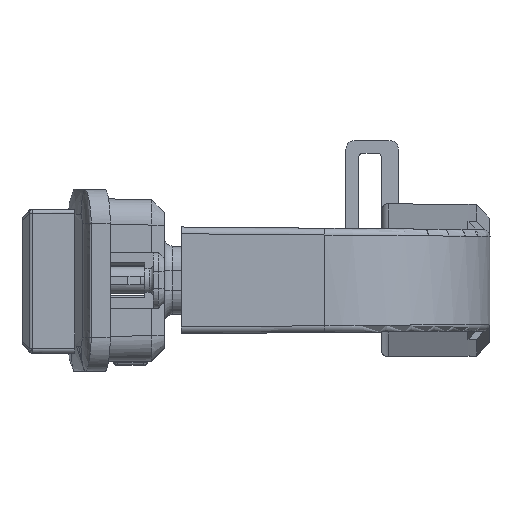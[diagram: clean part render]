
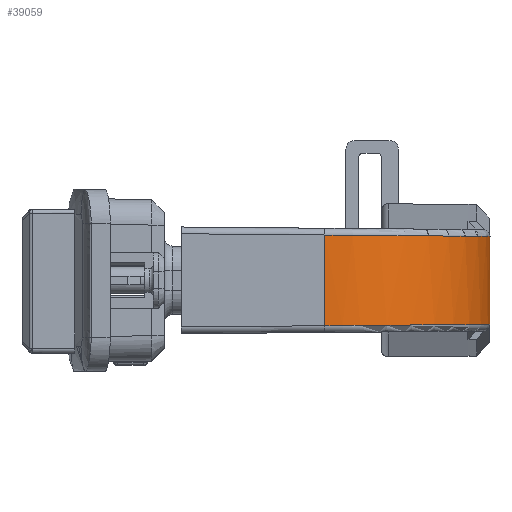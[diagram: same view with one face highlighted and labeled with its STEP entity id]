
A CAD part, left-side view. The second image highlights one B-rep face of the part: STEP entity #39059.
In plain terms, the highlighted cylindrical face has radius 19.5 mm (diameter 39 mm), a partial arc.
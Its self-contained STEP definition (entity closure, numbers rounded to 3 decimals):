
#27694=CARTESIAN_POINT('',(15.5,-43.43,
-5.189));
#27695=CARTESIAN_POINT('',(14.366,-43.43,
-5.189));
#27696=CARTESIAN_POINT('',(12.097,-43.232,
-5.191));
#27697=CARTESIAN_POINT('',(8.797,-42.347,
-5.198));
#27698=CARTESIAN_POINT('',(5.701,-40.904,
-5.21));
#27699=CARTESIAN_POINT('',(2.902,-38.944,
-5.227));
#27700=CARTESIAN_POINT('',(0.486,-36.528,
-5.247));
#27701=CARTESIAN_POINT('',(-1.473,-33.73,
-5.27));
#27702=CARTESIAN_POINT('',(-2.917,-30.633,
-5.296));
#27703=CARTESIAN_POINT('',(-3.801,-27.333,
-5.324));
#27704=CARTESIAN_POINT('',(-4.,-25.064,
-5.343));
#27705=CARTESIAN_POINT('',(-4.,-23.93,
-5.352));
#27710=DIRECTION('',(0.,0.,1.));
#27711=VECTOR('',#27710,10.704);
#27712=CARTESIAN_POINT('',(-4.,-23.93,
-5.352));
#27713=LINE('',#27712,#27711);
#27717=CARTESIAN_POINT('',(-4.,-23.93,
5.352));
#27718=CARTESIAN_POINT('',(-4.,-25.064,
5.343));
#27719=CARTESIAN_POINT('',(-3.801,-27.333,
5.324));
#27720=CARTESIAN_POINT('',(-2.917,-30.633,
5.296));
#27721=CARTESIAN_POINT('',(-1.473,-33.73,
5.27));
#27722=CARTESIAN_POINT('',(0.486,-36.528,
5.247));
#27723=CARTESIAN_POINT('',(2.902,-38.944,
5.227));
#27724=CARTESIAN_POINT('',(5.701,-40.904,
5.21));
#27725=CARTESIAN_POINT('',(8.797,-42.347,
5.198));
#27726=CARTESIAN_POINT('',(12.097,-43.232,
5.191));
#27727=CARTESIAN_POINT('',(14.366,-43.43,
5.189));
#27728=CARTESIAN_POINT('',(15.5,-43.43,
5.189));
#27733=DIRECTION('',(0.,0.,-1.));
#27734=VECTOR('',#27733,10.378);
#27735=CARTESIAN_POINT('',(15.5,-43.43,
5.189));
#27736=LINE('',#27735,#27734);
#36848=CARTESIAN_POINT('',(-4.,-23.93,
-5.352));
#36849=VERTEX_POINT('',#36848);
#36850=VERTEX_POINT('',#27694);
#37212=CARTESIAN_POINT('',(15.5,-43.43,
5.189));
#37213=VERTEX_POINT('',#37212);
#37374=VERTEX_POINT('',#27717);
#39046=CARTESIAN_POINT('',(15.5,-23.93,9.25));
#39047=DIRECTION('',(0.,0.,-1.));
#39048=DIRECTION('',(0.,-1.,0.));
#39049=AXIS2_PLACEMENT_3D('',#39046,#39047,#39048);
#39050=CYLINDRICAL_SURFACE('',#39049,19.5);
#39051=ORIENTED_EDGE('',*,*,#39039,.T.);
#39052=ORIENTED_EDGE('',*,*,#38109,.T.);
#39054=ORIENTED_EDGE('',*,*,#39053,.T.);
#39056=ORIENTED_EDGE('',*,*,#39055,.T.);
#39057=EDGE_LOOP('',(#39051,#39052,#39054,#39056));
#39058=FACE_OUTER_BOUND('',#39057,.F.);
#27706=B_SPLINE_CURVE_WITH_KNOTS('',3,(#27694,#27695,#27696,#27697,#27698,
#27699,#27700,#27701,#27702,#27703,#27704,#27705),.UNSPECIFIED.,.F.,.F.,(4,1,1,
1,1,1,1,1,1,4),(0.,0.111,0.222,0.333,
0.444,0.556,0.667,0.778,
0.889,1.),.UNSPECIFIED.);
#27729=B_SPLINE_CURVE_WITH_KNOTS('',3,(#27717,#27718,#27719,#27720,#27721,
#27722,#27723,#27724,#27725,#27726,#27727,#27728),.UNSPECIFIED.,.F.,.F.,(4,1,1,
1,1,1,1,1,1,4),(0.,0.111,0.222,0.333,
0.444,0.556,0.667,0.778,
0.889,1.),.UNSPECIFIED.);
#38109=EDGE_CURVE('',#36849,#37374,#27713,.T.);
#39039=EDGE_CURVE('',#36850,#36849,#27706,.T.);
#39053=EDGE_CURVE('',#37374,#37213,#27729,.T.);
#39055=EDGE_CURVE('',#37213,#36850,#27736,.T.);
#39059=ADVANCED_FACE('',(#39058),#39050,.T.);
